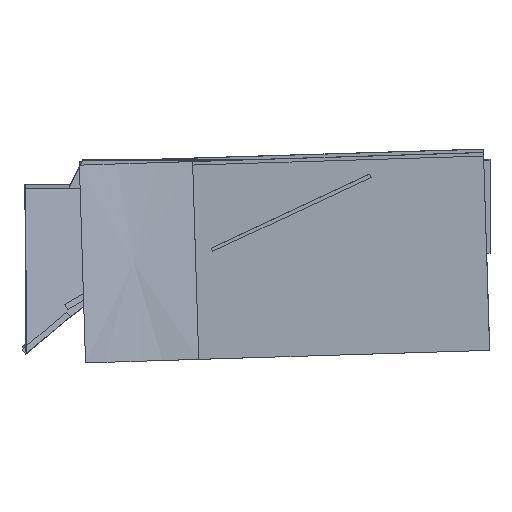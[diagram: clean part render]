
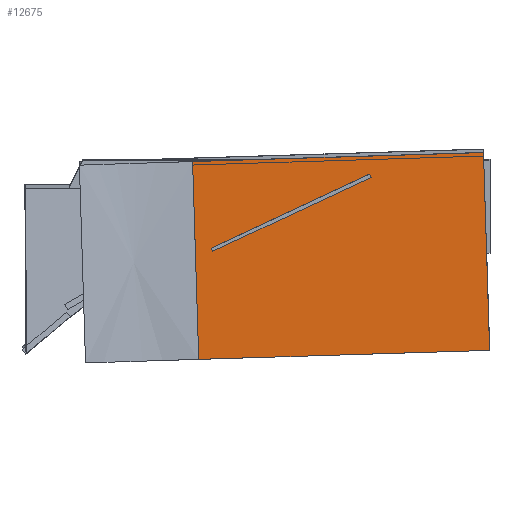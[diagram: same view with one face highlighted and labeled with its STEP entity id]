
A CAD part, left-side view. The second image highlights one B-rep face of the part: STEP entity #12675.
In plain terms, the highlighted planar face has unit normal (-1, 0, -0.002).
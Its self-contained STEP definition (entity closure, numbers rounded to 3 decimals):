
#12512=CARTESIAN_POINT('Vertex',(-181.752,-15.094,-9.278)) ;
#12515=CARTESIAN_POINT('Line Origine',(-181.752,-83.975,20.394)) ;
#12519=CARTESIAN_POINT('Vertex',(-181.752,-152.855,50.067)) ;
#12546=CARTESIAN_POINT('Line Origine',(-181.752,-152.262,51.444)) ;
#12550=CARTESIAN_POINT('Vertex',(-181.752,-151.668,52.822)) ;
#12581=CARTESIAN_POINT('Vertex',(-181.752,-13.907,-6.523)) ;
#12584=CARTESIAN_POINT('Line Origine',(-181.752,-14.501,-7.901)) ;
#12618=CARTESIAN_POINT('Line Origine',(-181.752,-82.788,23.149)) ;
#12630=CARTESIAN_POINT('Axis2P3D Location',(-181.752,0.,-101.773)) ;
#12635=CARTESIAN_POINT('Line Origine',(-181.752,-250.,-16.773)) ;
#12639=CARTESIAN_POINT('Vertex',(-181.752,-250.,-101.773)) ;
#12641=CARTESIAN_POINT('Vertex',(-181.752,-250.,68.227)) ;
#12644=CARTESIAN_POINT('Line Origine',(-181.752,-125.,68.227)) ;
#12648=CARTESIAN_POINT('Vertex',(-181.752,0.,68.227)) ;
#12651=CARTESIAN_POINT('Line Origine',(-181.752,0.,-16.773)) ;
#12655=CARTESIAN_POINT('Vertex',(-181.752,0.,-101.773)) ;
#12658=CARTESIAN_POINT('Line Origine',(-181.752,-125.,-101.773)) ;
#12516=DIRECTION('Vector Direction',(0.,0.918,-0.396)) ;
#12547=DIRECTION('Vector Direction',(0.,-0.396,-0.918)) ;
#12585=DIRECTION('Vector Direction',(0.,0.396,0.918)) ;
#12619=DIRECTION('Vector Direction',(0.,-0.918,0.396)) ;
#12631=DIRECTION('Axis2P3D Direction',(1.,0.,0.)) ;
#12632=DIRECTION('Axis2P3D XDirection',(0.,0.,1.)) ;
#12636=DIRECTION('Vector Direction',(0.,0.,1.)) ;
#12645=DIRECTION('Vector Direction',(0.,-1.,0.)) ;
#12652=DIRECTION('Vector Direction',(0.,0.,1.)) ;
#12659=DIRECTION('Vector Direction',(0.,-1.,0.)) ;
#12633=AXIS2_PLACEMENT_3D('Plane Axis2P3D',#12630,#12631,#12632) ;
#12664=ORIENTED_EDGE('',*,*,#12643,.T.) ;
#12665=ORIENTED_EDGE('',*,*,#12650,.F.) ;
#12666=ORIENTED_EDGE('',*,*,#12657,.F.) ;
#12667=ORIENTED_EDGE('',*,*,#12662,.T.) ;
#12670=ORIENTED_EDGE('',*,*,#12552,.T.) ;
#12671=ORIENTED_EDGE('',*,*,#12521,.T.) ;
#12672=ORIENTED_EDGE('',*,*,#12588,.T.) ;
#12673=ORIENTED_EDGE('',*,*,#12622,.T.) ;
#12674=FACE_BOUND('',#12669,.T.) ;
#12517=VECTOR('Line Direction',#12516,1.) ;
#12548=VECTOR('Line Direction',#12547,1.) ;
#12586=VECTOR('Line Direction',#12585,1.) ;
#12620=VECTOR('Line Direction',#12619,1.) ;
#12637=VECTOR('Line Direction',#12636,1.) ;
#12646=VECTOR('Line Direction',#12645,1.) ;
#12653=VECTOR('Line Direction',#12652,1.) ;
#12660=VECTOR('Line Direction',#12659,1.) ;
#12675=ADVANCED_FACE('',(#12668,#12674),#12634,.F.) ;
#12521=EDGE_CURVE('',#12520,#12513,#12518,.T.) ;
#12552=EDGE_CURVE('',#12551,#12520,#12549,.T.) ;
#12588=EDGE_CURVE('',#12513,#12582,#12587,.T.) ;
#12622=EDGE_CURVE('',#12582,#12551,#12621,.T.) ;
#12643=EDGE_CURVE('',#12640,#12642,#12638,.T.) ;
#12650=EDGE_CURVE('',#12649,#12642,#12647,.T.) ;
#12657=EDGE_CURVE('',#12656,#12649,#12654,.T.) ;
#12662=EDGE_CURVE('',#12656,#12640,#12661,.T.) ;
#12663=EDGE_LOOP('',(#12664,#12665,#12666,#12667)) ;
#12669=EDGE_LOOP('',(#12670,#12671,#12672,#12673)) ;
#12668=FACE_OUTER_BOUND('',#12663,.T.) ;
#12518=LINE('Line',#12515,#12517) ;
#12549=LINE('Line',#12546,#12548) ;
#12587=LINE('Line',#12584,#12586) ;
#12621=LINE('Line',#12618,#12620) ;
#12638=LINE('Line',#12635,#12637) ;
#12647=LINE('Line',#12644,#12646) ;
#12654=LINE('Line',#12651,#12653) ;
#12661=LINE('Line',#12658,#12660) ;
#12634=PLANE('Plane',#12633) ;
#12513=VERTEX_POINT('',#12512) ;
#12520=VERTEX_POINT('',#12519) ;
#12551=VERTEX_POINT('',#12550) ;
#12582=VERTEX_POINT('',#12581) ;
#12640=VERTEX_POINT('',#12639) ;
#12642=VERTEX_POINT('',#12641) ;
#12649=VERTEX_POINT('',#12648) ;
#12656=VERTEX_POINT('',#12655) ;
